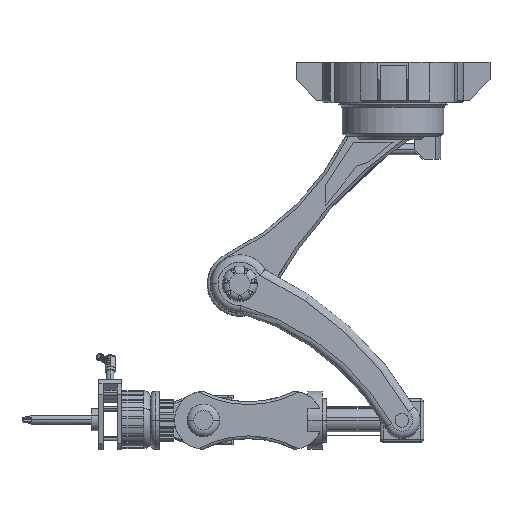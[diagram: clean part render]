
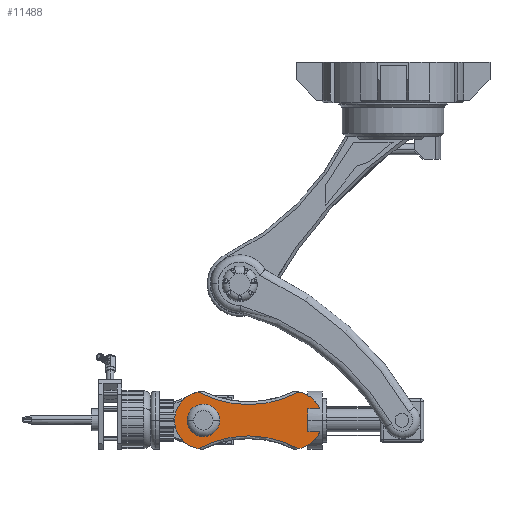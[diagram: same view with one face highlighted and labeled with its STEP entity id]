
A CAD part, left-side view. The second image highlights one B-rep face of the part: STEP entity #11488.
In plain terms, the highlighted planar face has unit normal (-1, 0, 0).
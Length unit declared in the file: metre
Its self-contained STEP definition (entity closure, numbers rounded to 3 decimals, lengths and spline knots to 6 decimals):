
#91 = ORIENTED_EDGE ( 'NONE', *, *, #24768, .T. ) ;
#382 = DIRECTION ( 'NONE',  ( -1., 0., 0. ) ) ;
#446 = DIRECTION ( 'NONE',  ( -1., 0., 0. ) ) ;
#462 = DIRECTION ( 'NONE',  ( -1., 0., 0. ) ) ;
#596 = EDGE_CURVE ( 'NONE', #709, #1121, #4149, .T. ) ;
#709 = VERTEX_POINT ( 'NONE', #9342 ) ;
#769 = VERTEX_POINT ( 'NONE', #9084 ) ;
#977 = VERTEX_POINT ( 'NONE', #12791 ) ;
#1121 = VERTEX_POINT ( 'NONE', #20940 ) ;
#1413 = VECTOR ( 'NONE', #8650, 1. ) ;
#1529 = AXIS2_PLACEMENT_3D ( 'NONE', #21990, #462, #17437 ) ;
#2162 = DIRECTION ( 'NONE',  ( 1., 0., 0. ) ) ;
#3101 = EDGE_CURVE ( 'NONE', #15605, #16110, #15096, .T. ) ;
#3504 = CARTESIAN_POINT ( 'NONE',  ( -0.02, 0., 0.082208 ) ) ;
#3683 = ORIENTED_EDGE ( 'NONE', *, *, #5190, .T. ) ;
#4149 = LINE ( 'NONE', #13753, #18962 ) ;
#4247 = CARTESIAN_POINT ( 'NONE',  ( -0.02, -0.008, 0.01 ) ) ;
#4756 = CARTESIAN_POINT ( 'NONE',  ( -0.02, -0.019564, 0.016252 ) ) ;
#5190 = EDGE_CURVE ( 'NONE', #21787, #977, #16501, .T. ) ;
#5830 = CARTESIAN_POINT ( 'NONE',  ( -0.02, 0.019572, 0.085906 ) ) ;
#5939 = AXIS2_PLACEMENT_3D ( 'NONE', #31082, #2162, #11751 ) ;
#6783 = DIRECTION ( 'NONE',  ( 0., 0., -1. ) ) ;
#6946 = CARTESIAN_POINT ( 'NONE',  ( -0.02, 0., 0.019991 ) ) ;
#7489 = CARTESIAN_POINT ( 'NONE',  ( -0.02, 0.019572, 0.016293 ) ) ;
#7765 = EDGE_LOOP ( 'NONE', ( #8051, #22337 ) ) ;
#7852 = AXIS2_PLACEMENT_3D ( 'NONE', #6946, #9472, #16540 ) ;
#7875 = CARTESIAN_POINT ( 'NONE',  ( -0.02, -0.008, 0.01 ) ) ;
#8051 = ORIENTED_EDGE ( 'NONE', *, *, #8673, .F. ) ;
#8650 = DIRECTION ( 'NONE',  ( 0., 0., -1. ) ) ;
#8673 = EDGE_CURVE ( 'NONE', #769, #17119, #22566, .T. ) ;
#8696 = DIRECTION ( 'NONE',  ( 0., 0., 1. ) ) ;
#9084 = CARTESIAN_POINT ( 'NONE',  ( -0.02, 0., 0.070933 ) ) ;
#9342 = CARTESIAN_POINT ( 'NONE',  ( -0.02, 0., 0.01 ) ) ;
#9371 = CARTESIAN_POINT ( 'NONE',  ( -0.02, -0.008, 0.00175 ) ) ;
#9374 = AXIS2_PLACEMENT_3D ( 'NONE', #11818, #26122, #6783 ) ;
#9472 = DIRECTION ( 'NONE',  ( -1., 0., 0. ) ) ;
#9481 = CARTESIAN_POINT ( 'NONE',  ( -0.02, -0.085083, 0.051099 ) ) ;
#9614 = PLANE ( 'NONE',  #9374 ) ;
#9777 = AXIS2_PLACEMENT_3D ( 'NONE', #21440, #382, #9976 ) ;
#9976 = DIRECTION ( 'NONE',  ( 0., 0., 1. ) ) ;
#10949 = EDGE_CURVE ( 'NONE', #977, #24176, #17369, .T. ) ;
#11065 = CARTESIAN_POINT ( 'NONE',  ( -0.02, 0.008, 0.01 ) ) ;
#11488 = ADVANCED_FACE ( 'NONE', ( #28327, #16684 ), #9614, .T. ) ;
#11536 = LINE ( 'NONE', #11065, #13825 ) ;
#11588 = EDGE_CURVE ( 'NONE', #19921, #25403, #22398, .T. ) ;
#11751 = DIRECTION ( 'NONE',  ( 0., 0., 1. ) ) ;
#11818 = CARTESIAN_POINT ( 'NONE',  ( -0.02, 0., 0.082208 ) ) ;
#12485 = DIRECTION ( 'NONE',  ( 0., 0., 1. ) ) ;
#12791 = CARTESIAN_POINT ( 'NONE',  ( -0.02, 0., 0.102126 ) ) ;
#12812 = VERTEX_POINT ( 'NONE', #20161 ) ;
#13048 = AXIS2_PLACEMENT_3D ( 'NONE', #3504, #17963, #12485 ) ;
#13156 = EDGE_CURVE ( 'NONE', #16110, #21787, #25824, .T. ) ;
#13217 = LINE ( 'NONE', #4247, #1413 ) ;
#13667 = EDGE_CURVE ( 'NONE', #17119, #769, #30357, .T. ) ;
#13753 = CARTESIAN_POINT ( 'NONE',  ( -0.02, -0.008, 0.01 ) ) ;
#13825 = VECTOR ( 'NONE', #8696, 1. ) ;
#14069 = EDGE_CURVE ( 'NONE', #25403, #12812, #11536, .T. ) ;
#14129 = CARTESIAN_POINT ( 'NONE',  ( -0.02, 0., 0.082208 ) ) ;
#14276 = AXIS2_PLACEMENT_3D ( 'NONE', #9481, #21857, #14659 ) ;
#14659 = DIRECTION ( 'NONE',  ( 0., 0., 1. ) ) ;
#14679 = ORIENTED_EDGE ( 'NONE', *, *, #10949, .T. ) ;
#15096 = CIRCLE ( 'NONE', #1529, 0.019918 ) ;
#15280 = CARTESIAN_POINT ( 'NONE',  ( -0.02, 0.008, 0.00175 ) ) ;
#15605 = VERTEX_POINT ( 'NONE', #9371 ) ;
#16110 = VERTEX_POINT ( 'NONE', #4756 ) ;
#16501 = CIRCLE ( 'NONE', #22008, 0.019918 ) ;
#16540 = DIRECTION ( 'NONE',  ( 0., 0., -1. ) ) ;
#16684 = FACE_OUTER_BOUND ( 'NONE', #22548, .T. ) ;
#17119 = VERTEX_POINT ( 'NONE', #28353 ) ;
#17249 = ORIENTED_EDGE ( 'NONE', *, *, #13156, .T. ) ;
#17369 = CIRCLE ( 'NONE', #20887, 0.019918 ) ;
#17437 = DIRECTION ( 'NONE',  ( 0., 0., -1. ) ) ;
#17963 = DIRECTION ( 'NONE',  ( -1., 0., 0. ) ) ;
#18962 = VECTOR ( 'NONE', #20972, 1. ) ;
#19001 = CIRCLE ( 'NONE', #5939, 0.073022 ) ;
#19921 = VERTEX_POINT ( 'NONE', #7489 ) ;
#20161 = CARTESIAN_POINT ( 'NONE',  ( -0.02, 0.008, 0.01 ) ) ;
#20887 = AXIS2_PLACEMENT_3D ( 'NONE', #14129, #21316, #30923 ) ;
#20924 = ORIENTED_EDGE ( 'NONE', *, *, #3101, .T. ) ;
#20940 = CARTESIAN_POINT ( 'NONE',  ( -0.02, -0.008, 0.01 ) ) ;
#20972 = DIRECTION ( 'NONE',  ( 0., -1., 0. ) ) ;
#21316 = DIRECTION ( 'NONE',  ( -1., 0., 0. ) ) ;
#21440 = CARTESIAN_POINT ( 'NONE',  ( -0.02, 0., 0.082208 ) ) ;
#21787 = VERTEX_POINT ( 'NONE', #26256 ) ;
#21857 = DIRECTION ( 'NONE',  ( 1., 0., 0. ) ) ;
#21990 = CARTESIAN_POINT ( 'NONE',  ( -0.02, 0., 0.019991 ) ) ;
#22008 = AXIS2_PLACEMENT_3D ( 'NONE', #29204, #446, #28900 ) ;
#22337 = ORIENTED_EDGE ( 'NONE', *, *, #13667, .F. ) ;
#22398 = CIRCLE ( 'NONE', #7852, 0.019918 ) ;
#22548 = EDGE_LOOP ( 'NONE', ( #20924, #17249, #3683, #14679, #91, #27457, #26002, #29976, #27544, #23232 ) ) ;
#22566 = CIRCLE ( 'NONE', #13048, 0.011275 ) ;
#23232 = ORIENTED_EDGE ( 'NONE', *, *, #24252, .T. ) ;
#24147 = EDGE_CURVE ( 'NONE', #12812, #709, #26742, .T. ) ;
#24176 = VERTEX_POINT ( 'NONE', #5830 ) ;
#24252 = EDGE_CURVE ( 'NONE', #1121, #15605, #13217, .T. ) ;
#24684 = DIRECTION ( 'NONE',  ( 0., -1., 0. ) ) ;
#24768 = EDGE_CURVE ( 'NONE', #24176, #19921, #19001, .T. ) ;
#25403 = VERTEX_POINT ( 'NONE', #15280 ) ;
#25493 = VECTOR ( 'NONE', #24684, 1. ) ;
#25824 = CIRCLE ( 'NONE', #14276, 0.07421 ) ;
#26002 = ORIENTED_EDGE ( 'NONE', *, *, #14069, .T. ) ;
#26122 = DIRECTION ( 'NONE',  ( -1., 0., 0. ) ) ;
#26256 = CARTESIAN_POINT ( 'NONE',  ( -0.02, -0.019564, 0.085946 ) ) ;
#26742 = LINE ( 'NONE', #7875, #25493 ) ;
#27457 = ORIENTED_EDGE ( 'NONE', *, *, #11588, .T. ) ;
#27544 = ORIENTED_EDGE ( 'NONE', *, *, #596, .T. ) ;
#28327 = FACE_BOUND ( 'NONE', #7765, .T. ) ;
#28353 = CARTESIAN_POINT ( 'NONE',  ( -0.02, 0., 0.093483 ) ) ;
#28900 = DIRECTION ( 'NONE',  ( 0., 0., -1. ) ) ;
#29204 = CARTESIAN_POINT ( 'NONE',  ( -0.02, 0., 0.082208 ) ) ;
#29976 = ORIENTED_EDGE ( 'NONE', *, *, #24147, .T. ) ;
#30357 = CIRCLE ( 'NONE', #9777, 0.011275 ) ;
#30923 = DIRECTION ( 'NONE',  ( 0., 0., -1. ) ) ;
#31082 = CARTESIAN_POINT ( 'NONE',  ( -0.02, 0.083765, 0.051099 ) ) ;
